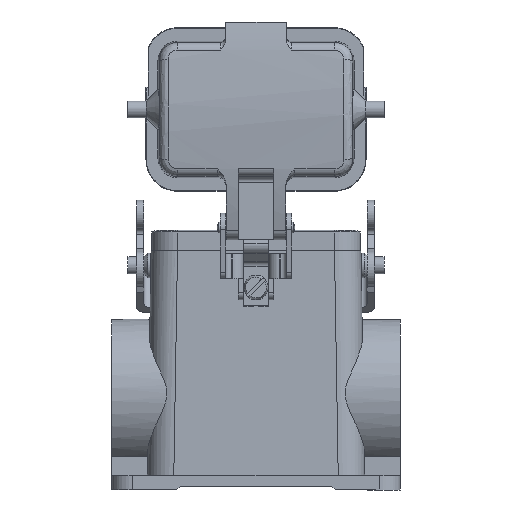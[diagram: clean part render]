
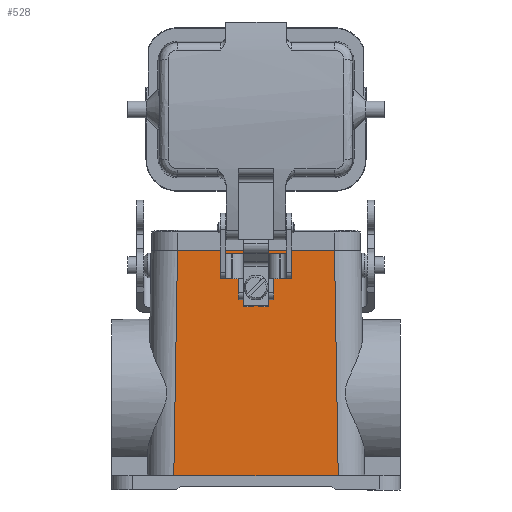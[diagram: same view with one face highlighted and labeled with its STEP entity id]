
A CAD part, front view. The second image highlights one B-rep face of the part: STEP entity #528.
In plain terms, the highlighted planar face has unit normal (0, -1, 0.009).
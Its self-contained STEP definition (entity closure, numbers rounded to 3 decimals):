
#328=CARTESIAN_POINT('',(0.0,-22.075,-58.25));
#329=DIRECTION('',(0.0,-1.,0.009));
#330=DIRECTION('',(0.0,-0.009,-1.));
#331=AXIS2_PLACEMENT_3D('',#328,#329,#330);
#332=PLANE('',#331);
#333=CARTESIAN_POINT('',(-1.75,-21.511,4.45));
#334=VERTEX_POINT('',#333);
#335=CARTESIAN_POINT('',(-1.75,-21.509,4.75));
#336=VERTEX_POINT('',#335);
#337=CARTESIAN_POINT('',(-1.75,-21.511,4.45));
#338=DIRECTION('',(0.0,0.009,1.));
#339=VECTOR('',#338,0.3);
#340=LINE('',#337,#339);
#341=EDGE_CURVE('',#334,#336,#340,.T.);
#342=ORIENTED_EDGE('',*,*,#341,.F.);
#343=CARTESIAN_POINT('',(-1.6,-21.511,4.45));
#344=VERTEX_POINT('',#343);
#345=CARTESIAN_POINT('',(-1.6,-21.511,4.45));
#346=DIRECTION('',(-1.0,0.0,0.0));
#347=VECTOR('',#346,0.15);
#348=LINE('',#345,#347);
#349=EDGE_CURVE('',#344,#334,#348,.T.);
#350=ORIENTED_EDGE('',*,*,#349,.F.);
#351=CARTESIAN_POINT('',(-1.6,-21.5,5.7));
#352=VERTEX_POINT('',#351);
#353=CARTESIAN_POINT('',(-1.6,-21.5,5.7));
#354=DIRECTION('',(0.0,-0.009,-1.));
#355=VECTOR('',#354,1.25);
#356=LINE('',#353,#355);
#357=EDGE_CURVE('',#352,#344,#356,.T.);
#358=ORIENTED_EDGE('',*,*,#357,.F.);
#359=CARTESIAN_POINT('',(-22.3,-21.5,5.7));
#360=VERTEX_POINT('',#359);
#361=CARTESIAN_POINT('',(-22.3,-21.5,5.7));
#362=DIRECTION('',(1.0,0.0,0.0));
#363=VECTOR('',#362,20.7);
#364=LINE('',#361,#363);
#365=EDGE_CURVE('',#360,#352,#364,.T.);
#366=ORIENTED_EDGE('',*,*,#365,.F.);
#367=CARTESIAN_POINT('',(-23.35,-22.075,-58.25));
#368=VERTEX_POINT('',#367);
#369=CARTESIAN_POINT('',(-22.3,-21.5,5.7));
#370=DIRECTION('',(-0.016,-0.009,-1.));
#371=VECTOR('',#370,63.961);
#372=LINE('',#369,#371);
#373=EDGE_CURVE('',#360,#368,#372,.T.);
#374=ORIENTED_EDGE('',*,*,#373,.T.);
#375=CARTESIAN_POINT('',(23.35,-22.075,-58.25));
#376=VERTEX_POINT('',#375);
#377=CARTESIAN_POINT('',(-23.35,-22.075,-58.25));
#378=DIRECTION('',(1.0,0.0,0.0));
#379=VECTOR('',#378,46.7);
#380=LINE('',#377,#379);
#381=EDGE_CURVE('',#368,#376,#380,.T.);
#382=ORIENTED_EDGE('',*,*,#381,.T.);
#383=CARTESIAN_POINT('',(22.3,-21.5,5.7));
#384=VERTEX_POINT('',#383);
#385=CARTESIAN_POINT('',(23.35,-22.075,-58.25));
#386=DIRECTION('',(-0.016,0.009,1.));
#387=VECTOR('',#386,63.961);
#388=LINE('',#385,#387);
#389=EDGE_CURVE('',#376,#384,#388,.T.);
#390=ORIENTED_EDGE('',*,*,#389,.T.);
#391=CARTESIAN_POINT('',(1.6,-21.5,5.7));
#392=VERTEX_POINT('',#391);
#393=CARTESIAN_POINT('',(1.6,-21.5,5.7));
#394=DIRECTION('',(1.0,0.0,0.0));
#395=VECTOR('',#394,20.7);
#396=LINE('',#393,#395);
#397=EDGE_CURVE('',#392,#384,#396,.T.);
#398=ORIENTED_EDGE('',*,*,#397,.F.);
#399=CARTESIAN_POINT('',(1.6,-21.511,4.45));
#400=VERTEX_POINT('',#399);
#401=CARTESIAN_POINT('',(1.6,-21.511,4.45));
#402=DIRECTION('',(0.,0.009,1.));
#403=VECTOR('',#402,1.25);
#404=LINE('',#401,#403);
#405=EDGE_CURVE('',#400,#392,#404,.T.);
#406=ORIENTED_EDGE('',*,*,#405,.F.);
#407=CARTESIAN_POINT('',(1.75,-21.511,4.45));
#408=VERTEX_POINT('',#407);
#409=CARTESIAN_POINT('',(1.75,-21.511,4.45));
#410=DIRECTION('',(-1.0,0.0,0.0));
#411=VECTOR('',#410,0.15);
#412=LINE('',#409,#411);
#413=EDGE_CURVE('',#408,#400,#412,.T.);
#414=ORIENTED_EDGE('',*,*,#413,.F.);
#415=CARTESIAN_POINT('',(1.75,-21.509,4.75));
#416=VERTEX_POINT('',#415);
#417=CARTESIAN_POINT('',(1.75,-21.509,4.75));
#418=DIRECTION('',(0.0,-0.009,-1.));
#419=VECTOR('',#418,0.3);
#420=LINE('',#417,#419);
#421=EDGE_CURVE('',#416,#408,#420,.T.);
#422=ORIENTED_EDGE('',*,*,#421,.F.);
#423=CARTESIAN_POINT('',(3.6,-21.509,4.75));
#424=VERTEX_POINT('',#423);
#425=CARTESIAN_POINT('',(3.6,-21.509,4.75));
#426=DIRECTION('',(-1.0,0.0,0.0));
#427=VECTOR('',#426,1.85);
#428=LINE('',#425,#427);
#429=EDGE_CURVE('',#424,#416,#428,.T.);
#430=ORIENTED_EDGE('',*,*,#429,.F.);
#431=CARTESIAN_POINT('',(3.6,-21.625,-8.25));
#432=VERTEX_POINT('',#431);
#433=CARTESIAN_POINT('',(3.6,-21.509,4.75));
#434=DIRECTION('',(0.,-0.009,-1.));
#435=VECTOR('',#434,13.);
#436=LINE('',#433,#435);
#437=EDGE_CURVE('',#424,#432,#436,.T.);
#438=ORIENTED_EDGE('',*,*,#437,.T.);
#439=CARTESIAN_POINT('',(3.5,-21.625,-8.25));
#440=VERTEX_POINT('',#439);
#441=CARTESIAN_POINT('',(3.5,-21.625,-8.25));
#442=DIRECTION('',(1.0,0.0,0.0));
#443=VECTOR('',#442,0.1);
#444=LINE('',#441,#443);
#445=EDGE_CURVE('',#440,#432,#444,.T.);
#446=ORIENTED_EDGE('',*,*,#445,.F.);
#447=CARTESIAN_POINT('',(3.5,-21.643,-10.25));
#448=VERTEX_POINT('',#447);
#449=CARTESIAN_POINT('',(3.5,-21.643,-10.25));
#450=DIRECTION('',(0.0,0.009,1.));
#451=VECTOR('',#450,2.);
#452=LINE('',#449,#451);
#453=EDGE_CURVE('',#448,#440,#452,.T.);
#454=ORIENTED_EDGE('',*,*,#453,.F.);
#455=CARTESIAN_POINT('',(0.707,-21.643,-10.25));
#456=VERTEX_POINT('',#455);
#457=CARTESIAN_POINT('',(0.707,-21.643,-10.25));
#458=DIRECTION('',(1.0,0.0,0.0));
#459=VECTOR('',#458,2.793);
#460=LINE('',#457,#459);
#461=EDGE_CURVE('',#456,#448,#460,.T.);
#462=ORIENTED_EDGE('',*,*,#461,.F.);
#463=CARTESIAN_POINT('',(0.354,-21.64,-9.896));
#464=VERTEX_POINT('',#463);
#465=CARTESIAN_POINT('',(0.354,-21.64,-9.896));
#466=DIRECTION('',(0.707,-0.006,-0.707));
#467=VECTOR('',#466,0.5);
#468=LINE('',#465,#467);
#469=EDGE_CURVE('',#464,#456,#468,.T.);
#470=ORIENTED_EDGE('',*,*,#469,.F.);
#471=CARTESIAN_POINT('',(-0.354,-21.64,-9.896));
#472=VERTEX_POINT('',#471);
#473=CARTESIAN_POINT('',(0.,-21.643,-10.25));
#474=DIRECTION('',(0.0,1.,-0.009));
#475=DIRECTION('',(0.,0.009,1.));
#476=AXIS2_PLACEMENT_3D('',#473,#474,#475);
#477=CIRCLE('',#476,0.5);
#478=EDGE_CURVE('',#472,#464,#477,.T.);
#479=ORIENTED_EDGE('',*,*,#478,.F.);
#480=CARTESIAN_POINT('',(-0.707,-21.643,-10.25));
#481=VERTEX_POINT('',#480);
#482=CARTESIAN_POINT('',(-0.707,-21.643,-10.25));
#483=DIRECTION('',(0.707,0.006,0.707));
#484=VECTOR('',#483,0.5);
#485=LINE('',#482,#484);
#486=EDGE_CURVE('',#481,#472,#485,.T.);
#487=ORIENTED_EDGE('',*,*,#486,.F.);
#488=CARTESIAN_POINT('',(-3.5,-21.643,-10.25));
#489=VERTEX_POINT('',#488);
#490=CARTESIAN_POINT('',(-3.5,-21.643,-10.25));
#491=DIRECTION('',(1.0,0.0,0.0));
#492=VECTOR('',#491,2.793);
#493=LINE('',#490,#492);
#494=EDGE_CURVE('',#489,#481,#493,.T.);
#495=ORIENTED_EDGE('',*,*,#494,.F.);
#496=CARTESIAN_POINT('',(-3.5,-21.625,-8.25));
#497=VERTEX_POINT('',#496);
#498=CARTESIAN_POINT('',(-3.5,-21.625,-8.25));
#499=DIRECTION('',(0.,-0.009,-1.));
#500=VECTOR('',#499,2.);
#501=LINE('',#498,#500);
#502=EDGE_CURVE('',#497,#489,#501,.T.);
#503=ORIENTED_EDGE('',*,*,#502,.F.);
#504=CARTESIAN_POINT('',(-3.6,-21.625,-8.25));
#505=VERTEX_POINT('',#504);
#506=CARTESIAN_POINT('',(-3.6,-21.625,-8.25));
#507=DIRECTION('',(1.0,0.0,0.0));
#508=VECTOR('',#507,0.1);
#509=LINE('',#506,#508);
#510=EDGE_CURVE('',#505,#497,#509,.T.);
#511=ORIENTED_EDGE('',*,*,#510,.F.);
#512=CARTESIAN_POINT('',(-3.6,-21.509,4.75));
#513=VERTEX_POINT('',#512);
#514=CARTESIAN_POINT('',(-3.6,-21.625,-8.25));
#515=DIRECTION('',(0.0,0.009,1.));
#516=VECTOR('',#515,13.);
#517=LINE('',#514,#516);
#518=EDGE_CURVE('',#505,#513,#517,.T.);
#519=ORIENTED_EDGE('',*,*,#518,.T.);
#520=CARTESIAN_POINT('',(-1.75,-21.509,4.75));
#521=DIRECTION('',(-1.0,0.0,0.0));
#522=VECTOR('',#521,1.85);
#523=LINE('',#520,#522);
#524=EDGE_CURVE('',#336,#513,#523,.T.);
#525=ORIENTED_EDGE('',*,*,#524,.F.);
#526=EDGE_LOOP('',(#342,#350,#358,#366,#374,#382,#390,#398,#406,#414,#422,#430,#438,#446,#454,#462,#470,#479,#487,#495,#503,#511,#519,#525));
#527=FACE_OUTER_BOUND('',#526,.T.);
#528=ADVANCED_FACE('',(#527),#332,.T.);
